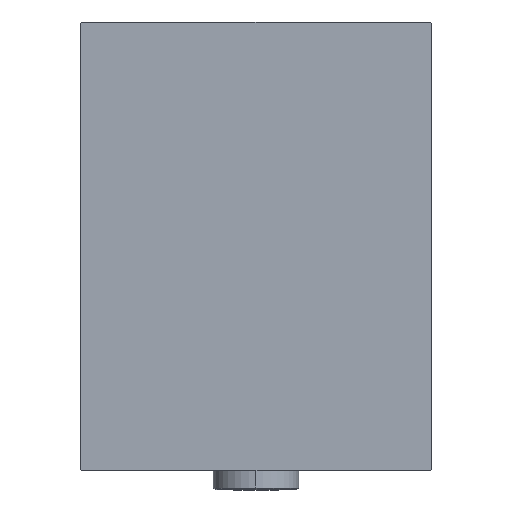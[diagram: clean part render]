
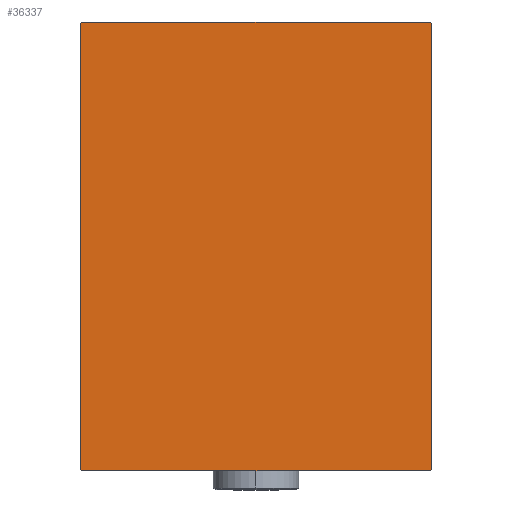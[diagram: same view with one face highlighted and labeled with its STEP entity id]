
A CAD part, left-side view. The second image highlights one B-rep face of the part: STEP entity #36337.
In plain terms, the highlighted face is planar.
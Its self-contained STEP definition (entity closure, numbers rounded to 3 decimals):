
#1735 = FACE_OUTER_BOUND ( 'NONE', #43907, .T. ) ;
#2003 = VECTOR ( 'NONE', #28379, 1000. ) ;
#2570 = VECTOR ( 'NONE', #33396, 1000. ) ;
#2702 = VECTOR ( 'NONE', #22369, 1000. ) ;
#3597 = ORIENTED_EDGE ( 'NONE', *, *, #30843, .T. ) ;
#4982 = CARTESIAN_POINT ( 'NONE',  ( 198., 51.1, -51.1 ) ) ;
#5436 = LINE ( 'NONE', #4982, #2570 ) ;
#5901 = EDGE_CURVE ( 'NONE', #43332, #43448, #39119, .T. ) ;
#7496 = ORIENTED_EDGE ( 'NONE', *, *, #5901, .T. ) ;
#8160 = CARTESIAN_POINT ( 'NONE',  ( 198., -45., 57.2 ) ) ;
#8952 = PLANE ( 'NONE',  #39855 ) ;
#9403 = VECTOR ( 'NONE', #9691, 1000. ) ;
#9661 = ORIENTED_EDGE ( 'NONE', *, *, #31755, .T. ) ;
#9691 = DIRECTION ( 'NONE',  ( 0., -0.707, 0.707 ) ) ;
#10809 = CARTESIAN_POINT ( 'NONE',  ( 198., -45., -57.5 ) ) ;
#11978 = DIRECTION ( 'NONE',  ( 1., 0., 0. ) ) ;
#11997 = CARTESIAN_POINT ( 'NONE',  ( 198., -45., 57.5 ) ) ;
#12201 = VECTOR ( 'NONE', #31257, 1000. ) ;
#15722 = CARTESIAN_POINT ( 'NONE',  ( 198., -44.7, -57.5 ) ) ;
#15936 = VECTOR ( 'NONE', #36413, 1000. ) ;
#16986 = LINE ( 'NONE', #43484, #2003 ) ;
#20634 = CARTESIAN_POINT ( 'NONE',  ( 198., -45., -57.2 ) ) ;
#20880 = VERTEX_POINT ( 'NONE', #42349 ) ;
#21158 = VECTOR ( 'NONE', #36325, 1000. ) ;
#21520 = LINE ( 'NONE', #10809, #15936 ) ;
#22369 = DIRECTION ( 'NONE',  ( 0., -0.707, -0.707 ) ) ;
#23308 = LINE ( 'NONE', #34023, #34187 ) ;
#23675 = CARTESIAN_POINT ( 'NONE',  ( 198., 51.1, 51.1 ) ) ;
#23943 = EDGE_CURVE ( 'NONE', #31043, #20880, #23308, .T. ) ;
#24925 = CARTESIAN_POINT ( 'NONE',  ( 198., -44.7, 57.5 ) ) ;
#25513 = ORIENTED_EDGE ( 'NONE', *, *, #43091, .T. ) ;
#25621 = CARTESIAN_POINT ( 'NONE',  ( 198., -51.1, -51.1 ) ) ;
#26892 = CARTESIAN_POINT ( 'NONE',  ( 198., 0., 0. ) ) ;
#27542 = VERTEX_POINT ( 'NONE', #24925 ) ;
#28379 = DIRECTION ( 'NONE',  ( 0., -1., 0. ) ) ;
#29359 = LINE ( 'NONE', #30280, #2702 ) ;
#30280 = CARTESIAN_POINT ( 'NONE',  ( 198., -51.1, 51.1 ) ) ;
#30500 = VERTEX_POINT ( 'NONE', #8160 ) ;
#30843 = EDGE_CURVE ( 'NONE', #30500, #43332, #43900, .T. ) ;
#31043 = VERTEX_POINT ( 'NONE', #33089 ) ;
#31257 = DIRECTION ( 'NONE',  ( 0., 0., -1. ) ) ;
#31577 = LINE ( 'NONE', #23675, #9403 ) ;
#31755 = EDGE_CURVE ( 'NONE', #43448, #43893, #21520, .T. ) ;
#32716 = EDGE_CURVE ( 'NONE', #43893, #31043, #5436, .T. ) ;
#32901 = ORIENTED_EDGE ( 'NONE', *, *, #23943, .T. ) ;
#33089 = CARTESIAN_POINT ( 'NONE',  ( 198., 45., -57.2 ) ) ;
#33396 = DIRECTION ( 'NONE',  ( 0., 0.707, 0.707 ) ) ;
#34023 = CARTESIAN_POINT ( 'NONE',  ( 198., 45., -57.5 ) ) ;
#34187 = VECTOR ( 'NONE', #41228, 1000. ) ;
#34871 = ORIENTED_EDGE ( 'NONE', *, *, #32716, .T. ) ;
#36325 = DIRECTION ( 'NONE',  ( 0., 0.707, -0.707 ) ) ;
#36337 = ADVANCED_FACE ( 'NONE', ( #1735 ), #8952, .T. ) ;
#36413 = DIRECTION ( 'NONE',  ( 0., 1., 0. ) ) ;
#36515 = ORIENTED_EDGE ( 'NONE', *, *, #42450, .T. ) ;
#37571 = DIRECTION ( 'NONE',  ( 0., 0., -1. ) ) ;
#37819 = EDGE_CURVE ( 'NONE', #27542, #30500, #29359, .T. ) ;
#38215 = ORIENTED_EDGE ( 'NONE', *, *, #37819, .T. ) ;
#39119 = LINE ( 'NONE', #25621, #21158 ) ;
#39855 = AXIS2_PLACEMENT_3D ( 'NONE', #26892, #11978, #37571 ) ;
#41228 = DIRECTION ( 'NONE',  ( 0., 0., 1. ) ) ;
#42349 = CARTESIAN_POINT ( 'NONE',  ( 198., 45., 57.2 ) ) ;
#42450 = EDGE_CURVE ( 'NONE', #20880, #42988, #31577, .T. ) ;
#42988 = VERTEX_POINT ( 'NONE', #45142 ) ;
#43091 = EDGE_CURVE ( 'NONE', #42988, #27542, #16986, .T. ) ;
#43332 = VERTEX_POINT ( 'NONE', #20634 ) ;
#43448 = VERTEX_POINT ( 'NONE', #15722 ) ;
#43484 = CARTESIAN_POINT ( 'NONE',  ( 198., 45., 57.5 ) ) ;
#43893 = VERTEX_POINT ( 'NONE', #44649 ) ;
#43900 = LINE ( 'NONE', #11997, #12201 ) ;
#43907 = EDGE_LOOP ( 'NONE', ( #9661, #34871, #32901, #36515, #25513, #38215, #3597, #7496 ) ) ;
#44649 = CARTESIAN_POINT ( 'NONE',  ( 198., 44.7, -57.5 ) ) ;
#45142 = CARTESIAN_POINT ( 'NONE',  ( 198., 44.7, 57.5 ) ) ;
